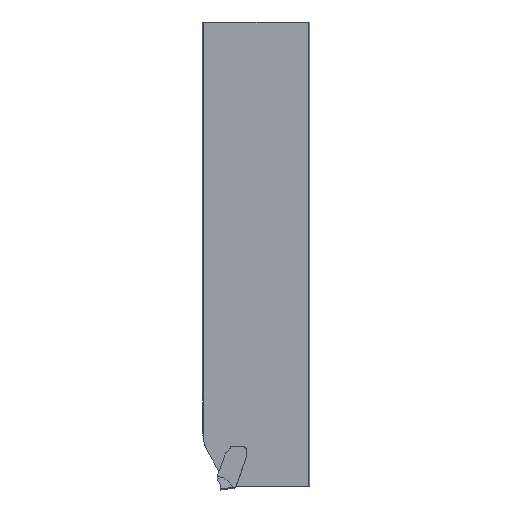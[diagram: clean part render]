
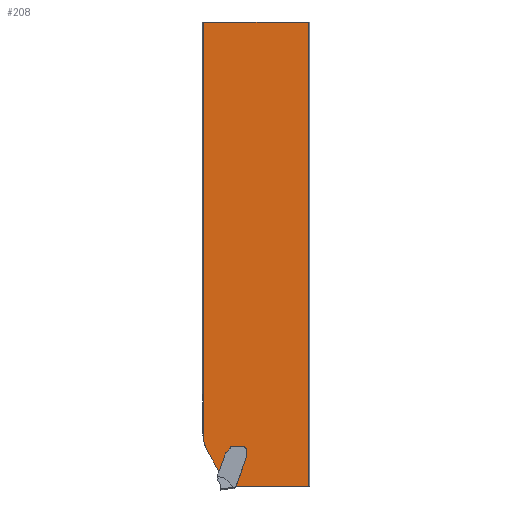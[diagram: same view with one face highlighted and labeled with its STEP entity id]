
A CAD part, left-side view. The second image highlights one B-rep face of the part: STEP entity #208.
In plain terms, the highlighted planar face has unit normal (-1, 0, 0).
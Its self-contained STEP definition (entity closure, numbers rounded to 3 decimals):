
#137=B_SPLINE_CURVE_WITH_KNOTS('',5,(#2252,#2253,#2254,#2255,#2256,#2257),
 .UNSPECIFIED.,.F.,.F.,(6,6),(0.,1.),.UNSPECIFIED.);
#138=B_SPLINE_CURVE_WITH_KNOTS('',5,(#2279,#2280,#2281,#2282,#2283,#2284),
 .UNSPECIFIED.,.F.,.F.,(6,6),(0.,1.),.UNSPECIFIED.);
#170=CIRCLE('',#1603,10.);
#172=CIRCLE('',#1609,0.491);
#173=CIRCLE('',#1610,1.);
#174=CIRCLE('',#1612,0.8);
#175=CIRCLE('',#1613,0.5);
#176=CIRCLE('',#1614,0.75);
#208=ADVANCED_FACE('SHANKHEAD_FACE_LEFT',(#318),#279,.T.);
#279=PLANE('',#1616);
#318=FACE_OUTER_BOUND('',#392,.T.);
#392=EDGE_LOOP('',(#540,#541,#542,#543,#544,#545,#546,#547,#548,#549,#550,
#551,#552,#553,#554,#555,#556,#557,#558,#559,#560,#561));
#467=ELLIPSE('',#1611,1.32,1.);
#468=ELLIPSE('',#1615,1.46,1.);
#540=ORIENTED_EDGE('',*,*,#1087,.F.);
#541=ORIENTED_EDGE('',*,*,#1083,.T.);
#542=ORIENTED_EDGE('',*,*,#1088,.T.);
#543=ORIENTED_EDGE('',*,*,#1089,.T.);
#544=ORIENTED_EDGE('',*,*,#1090,.F.);
#545=ORIENTED_EDGE('',*,*,#1091,.F.);
#546=ORIENTED_EDGE('',*,*,#1092,.T.);
#547=ORIENTED_EDGE('',*,*,#1093,.T.);
#548=ORIENTED_EDGE('',*,*,#1094,.F.);
#549=ORIENTED_EDGE('',*,*,#1095,.T.);
#550=ORIENTED_EDGE('',*,*,#1096,.F.);
#551=ORIENTED_EDGE('',*,*,#1097,.F.);
#552=ORIENTED_EDGE('',*,*,#1098,.F.);
#553=ORIENTED_EDGE('',*,*,#1099,.T.);
#554=ORIENTED_EDGE('',*,*,#1100,.F.);
#555=ORIENTED_EDGE('',*,*,#1101,.F.);
#556=ORIENTED_EDGE('',*,*,#1102,.F.);
#557=ORIENTED_EDGE('',*,*,#1103,.F.);
#558=ORIENTED_EDGE('',*,*,#1104,.F.);
#559=ORIENTED_EDGE('',*,*,#1105,.T.);
#560=ORIENTED_EDGE('',*,*,#1106,.T.);
#561=ORIENTED_EDGE('',*,*,#1107,.T.);
#940=VERTEX_POINT('',#2234);
#941=VERTEX_POINT('',#2236);
#942=VERTEX_POINT('',#2243);
#943=VERTEX_POINT('',#2245);
#944=VERTEX_POINT('',#2247);
#945=VERTEX_POINT('',#2249);
#946=VERTEX_POINT('',#2251);
#947=VERTEX_POINT('',#2258);
#948=VERTEX_POINT('',#2260);
#949=VERTEX_POINT('',#2262);
#950=VERTEX_POINT('',#2264);
#951=VERTEX_POINT('',#2266);
#952=VERTEX_POINT('',#2268);
#953=VERTEX_POINT('',#2270);
#954=VERTEX_POINT('',#2272);
#955=VERTEX_POINT('',#2274);
#956=VERTEX_POINT('',#2276);
#957=VERTEX_POINT('',#2278);
#958=VERTEX_POINT('',#2285);
#959=VERTEX_POINT('',#2287);
#960=VERTEX_POINT('',#2289);
#961=VERTEX_POINT('',#2291);
#1083=EDGE_CURVE('',#941,#940,#170,.T.);
#1087=EDGE_CURVE('',#941,#942,#1275,.T.);
#1088=EDGE_CURVE('',#940,#943,#1276,.T.);
#1089=EDGE_CURVE('',#943,#944,#172,.T.);
#1090=EDGE_CURVE('',#945,#944,#1277,.T.);
#1091=EDGE_CURVE('',#946,#945,#173,.T.);
#1092=EDGE_CURVE('',#946,#947,#137,.T.);
#1093=EDGE_CURVE('',#947,#948,#467,.T.);
#1094=EDGE_CURVE('',#949,#948,#1278,.T.);
#1095=EDGE_CURVE('',#949,#950,#174,.T.);
#1096=EDGE_CURVE('',#951,#950,#1279,.T.);
#1097=EDGE_CURVE('',#952,#951,#1280,.T.);
#1098=EDGE_CURVE('',#953,#952,#1281,.T.);
#1099=EDGE_CURVE('',#953,#954,#175,.T.);
#1100=EDGE_CURVE('',#955,#954,#176,.T.);
#1101=EDGE_CURVE('',#956,#955,#1282,.T.);
#1102=EDGE_CURVE('',#957,#956,#468,.T.);
#1103=EDGE_CURVE('',#958,#957,#138,.T.);
#1104=EDGE_CURVE('',#959,#958,#1283,.T.);
#1105=EDGE_CURVE('',#959,#960,#1284,.T.);
#1106=EDGE_CURVE('',#960,#961,#1285,.T.);
#1107=EDGE_CURVE('',#961,#942,#1286,.T.);
#1275=LINE('',#2242,#1397);
#1276=LINE('',#2244,#1398);
#1277=LINE('',#2248,#1399);
#1278=LINE('',#2261,#1400);
#1279=LINE('',#2265,#1401);
#1280=LINE('',#2267,#1402);
#1281=LINE('',#2269,#1403);
#1282=LINE('',#2275,#1404);
#1283=LINE('',#2286,#1405);
#1284=LINE('',#2288,#1406);
#1285=LINE('',#2290,#1407);
#1286=LINE('',#2292,#1408);
#1397=VECTOR('',#1805,1.);
#1398=VECTOR('',#1806,1.);
#1399=VECTOR('',#1809,1.);
#1400=VECTOR('',#1814,1.);
#1401=VECTOR('',#1817,1.);
#1402=VECTOR('',#1818,1.);
#1403=VECTOR('',#1819,1.);
#1404=VECTOR('',#1824,1.);
#1405=VECTOR('',#1827,1.);
#1406=VECTOR('',#1828,1.);
#1407=VECTOR('',#1829,1.);
#1408=VECTOR('',#1830,1.);
#1603=AXIS2_PLACEMENT_3D('',#2235,#1793,#1794);
#1609=AXIS2_PLACEMENT_3D('',#2246,#1807,#1808);
#1610=AXIS2_PLACEMENT_3D('',#2250,#1810,#1811);
#1611=AXIS2_PLACEMENT_3D('',#2259,#1812,#1813);
#1612=AXIS2_PLACEMENT_3D('',#2263,#1815,#1816);
#1613=AXIS2_PLACEMENT_3D('',#2271,#1820,#1821);
#1614=AXIS2_PLACEMENT_3D('',#2273,#1822,#1823);
#1615=AXIS2_PLACEMENT_3D('',#2277,#1825,#1826);
#1616=AXIS2_PLACEMENT_3D('',#2293,#1831,#1832);
#1793=DIRECTION('',(-1.,0.,0.));
#1794=DIRECTION('',(0.,1.,0.));
#1805=DIRECTION('',(0.,0.,1.));
#1806=DIRECTION('',(0.,-0.5,-0.866));
#1807=DIRECTION('',(-1.,0.,0.));
#1808=DIRECTION('',(0.,1.,0.));
#1809=DIRECTION('',(0.,0.342,-0.94));
#1810=DIRECTION('',(-1.,0.,0.));
#1811=DIRECTION('',(0.,1.,0.));
#1812=DIRECTION('',(1.,0.,0.));
#1813=DIRECTION('',(0.,-0.707,0.707));
#1814=DIRECTION('',(0.,0.707,-0.707));
#1815=DIRECTION('',(-1.,0.,0.));
#1816=DIRECTION('',(0.,1.,0.));
#1817=DIRECTION('',(0.,0.,-1.));
#1818=DIRECTION('',(0.,1.,0.));
#1819=DIRECTION('',(0.,0.,1.));
#1820=DIRECTION('',(-1.,0.,0.));
#1821=DIRECTION('',(0.,1.,0.));
#1822=DIRECTION('',(-1.,0.,0.));
#1823=DIRECTION('',(0.,1.,0.));
#1824=DIRECTION('',(0.,0.,1.));
#1825=DIRECTION('',(-1.,0.,0.));
#1826=DIRECTION('',(0.,0.,-1.));
#1827=DIRECTION('',(0.,-0.342,0.94));
#1828=DIRECTION('',(0.,-1.,0.));
#1829=DIRECTION('',(0.,0.,1.));
#1830=DIRECTION('',(0.,1.,0.));
#1831=DIRECTION('',(-1.,0.,0.));
#1832=DIRECTION('',(0.,1.,0.));
#2234=CARTESIAN_POINT('',(-2.35,24.135,-101.291));
#2235=CARTESIAN_POINT('',(-2.35,15.475,-96.291));
#2236=CARTESIAN_POINT('',(-2.35,25.27,-98.302));
#2242=CARTESIAN_POINT('',(-2.35,25.27,-121.));
#2243=CARTESIAN_POINT('',(-2.35,25.27,0.));
#2244=CARTESIAN_POINT('',(-2.35,15.51,-116.23));
#2245=CARTESIAN_POINT('',(-2.35,21.676,-105.55));
#2246=CARTESIAN_POINT('',(-2.35,22.019,-105.199));
#2247=CARTESIAN_POINT('',(-2.35,21.558,-105.367));
#2248=CARTESIAN_POINT('',(-2.35,28.196,-123.605));
#2249=CARTESIAN_POINT('',(-2.35,20.165,-101.538));
#2250=CARTESIAN_POINT('',(-2.35,19.225,-101.88));
#2251=CARTESIAN_POINT('',(-2.35,20.082,-101.365));
#2252=CARTESIAN_POINT('',(-2.35,20.082,-101.365));
#2253=CARTESIAN_POINT('',(-2.35,20.075,-101.354));
#2254=CARTESIAN_POINT('',(-2.35,20.068,-101.343));
#2255=CARTESIAN_POINT('',(-2.35,20.061,-101.332));
#2256=CARTESIAN_POINT('',(-2.35,20.053,-101.322));
#2257=CARTESIAN_POINT('',(-2.35,20.046,-101.311));
#2258=CARTESIAN_POINT('',(-2.35,20.046,-101.311));
#2259=CARTESIAN_POINT('',(-2.35,19.178,-101.834));
#2260=CARTESIAN_POINT('',(-2.35,19.886,-101.127));
#2261=CARTESIAN_POINT('',(-2.35,35.297,-116.538));
#2262=CARTESIAN_POINT('',(-2.35,19.104,-100.346));
#2263=CARTESIAN_POINT('',(-2.35,19.67,-99.78));
#2264=CARTESIAN_POINT('',(-2.35,18.87,-99.78));
#2265=CARTESIAN_POINT('',(-2.35,18.87,-123.585));
#2266=CARTESIAN_POINT('',(-2.35,18.87,-99.68));
#2267=CARTESIAN_POINT('',(-2.35,28.25,-99.68));
#2268=CARTESIAN_POINT('',(-2.35,15.569,-99.68));
#2269=CARTESIAN_POINT('',(-2.35,15.569,-123.585));
#2270=CARTESIAN_POINT('',(-2.35,15.569,-99.88));
#2271=CARTESIAN_POINT('',(-2.35,15.069,-99.88));
#2272=CARTESIAN_POINT('',(-2.35,15.369,-100.28));
#2273=CARTESIAN_POINT('',(-2.35,15.819,-100.88));
#2274=CARTESIAN_POINT('',(-2.35,15.069,-100.88));
#2275=CARTESIAN_POINT('',(-2.35,15.069,-123.585));
#2276=CARTESIAN_POINT('',(-2.35,15.069,-101.685));
#2277=CARTESIAN_POINT('',(-2.35,16.069,-101.685));
#2278=CARTESIAN_POINT('',(-2.35,15.105,-102.072));
#2279=CARTESIAN_POINT('',(-2.35,15.13,-102.162));
#2280=CARTESIAN_POINT('',(-2.35,15.123,-102.144));
#2281=CARTESIAN_POINT('',(-2.35,15.118,-102.127));
#2282=CARTESIAN_POINT('',(-2.35,15.113,-102.109));
#2283=CARTESIAN_POINT('',(-2.35,15.109,-102.09));
#2284=CARTESIAN_POINT('',(-2.35,15.105,-102.072));
#2285=CARTESIAN_POINT('',(-2.35,15.13,-102.162));
#2286=CARTESIAN_POINT('',(-2.35,23.55,-125.296));
#2287=CARTESIAN_POINT('',(-2.35,17.672,-109.148));
#2288=CARTESIAN_POINT('',(-2.35,28.25,-109.148));
#2289=CARTESIAN_POINT('',(-2.35,0.63,-109.148));
#2290=CARTESIAN_POINT('',(-2.35,0.63,-121.));
#2291=CARTESIAN_POINT('',(-2.35,0.63,0.));
#2292=CARTESIAN_POINT('',(-2.35,28.25,0.));
#2293=CARTESIAN_POINT('',(-2.35,28.25,-123.585));
